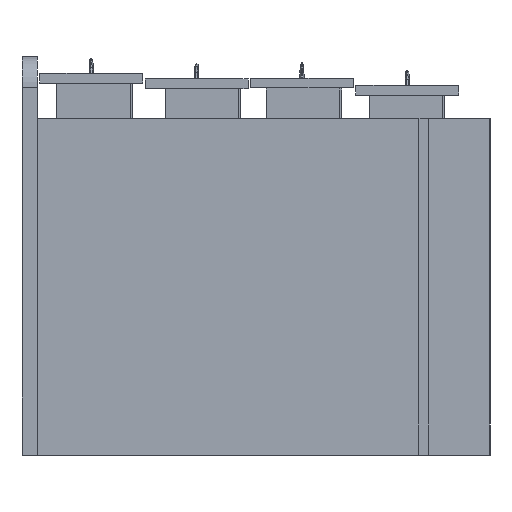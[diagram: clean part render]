
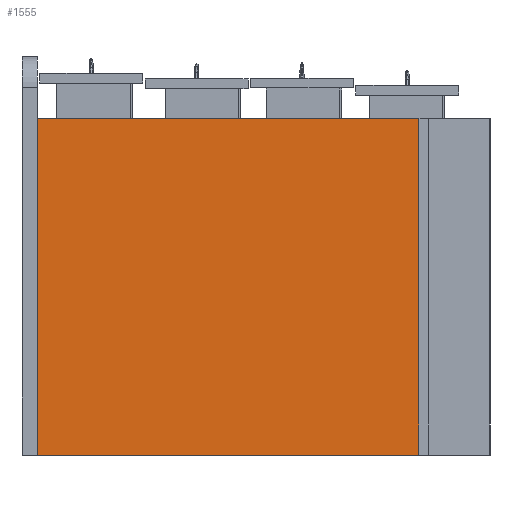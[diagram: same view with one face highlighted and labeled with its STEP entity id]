
A CAD part, left-side view. The second image highlights one B-rep face of the part: STEP entity #1555.
In plain terms, the highlighted planar face has unit normal (-1, 0, 0).
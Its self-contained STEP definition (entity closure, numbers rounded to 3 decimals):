
#1555=ADVANCED_FACE('',(#2251),#2253,.T.);
#2251=FACE_BOUND('',#2252,.T.);
#2252=EDGE_LOOP('',(#5474,#5475,#5476,#5477));
#2253=PLANE('',#2254);
#2254=AXIS2_PLACEMENT_3D('',#2255,#2256,#2257);
#2255=CARTESIAN_POINT('',(-16.,0.,0.));
#2256=DIRECTION('',(-1.,0.,0.));
#2257=DIRECTION('',(0.,0.,-1.));
#5474=ORIENTED_EDGE('',*,*,#5782,.T.);
#5475=ORIENTED_EDGE('',*,*,#5786,.T.);
#5476=ORIENTED_EDGE('',*,*,#5789,.T.);
#5477=ORIENTED_EDGE('',*,*,#5791,.T.);
#5782=EDGE_CURVE('',#5967,#5965,#5968,.T.);
#5786=EDGE_CURVE('',#5965,#5972,#5974,.T.);
#5789=EDGE_CURVE('',#5972,#5977,#5979,.T.);
#5791=EDGE_CURVE('',#5977,#5967,#5981,.T.);
#5965=VERTEX_POINT('',#6293);
#5967=VERTEX_POINT('',#6297);
#5968=LINE('',#6298,#6299);
#5972=VERTEX_POINT('',#6308);
#5974=LINE('',#6312,#6313);
#5977=VERTEX_POINT('',#6319);
#5979=LINE('',#6323,#6324);
#5981=LINE('',#6329,#6330);
#6293=CARTESIAN_POINT('',(-16.,-369.5,-300.));
#6297=CARTESIAN_POINT('',(-16.,369.5,-300.));
#6298=CARTESIAN_POINT('',(-16.,369.5,-300.));
#6299=VECTOR('',#6300,1.);
#6300=DIRECTION('',(0.,-1.,0.));
#6308=CARTESIAN_POINT('',(-16.,-369.5,250.));
#6312=CARTESIAN_POINT('',(-16.,-369.5,-300.));
#6313=VECTOR('',#6314,1.);
#6314=DIRECTION('',(0.,0.,1.));
#6319=CARTESIAN_POINT('',(-16.,369.5,250.));
#6323=CARTESIAN_POINT('',(-16.,-369.5,250.));
#6324=VECTOR('',#6325,1.);
#6325=DIRECTION('',(0.,1.,0.));
#6329=CARTESIAN_POINT('',(-16.,369.5,250.));
#6330=VECTOR('',#6331,1.);
#6331=DIRECTION('',(0.,0.,-1.));
